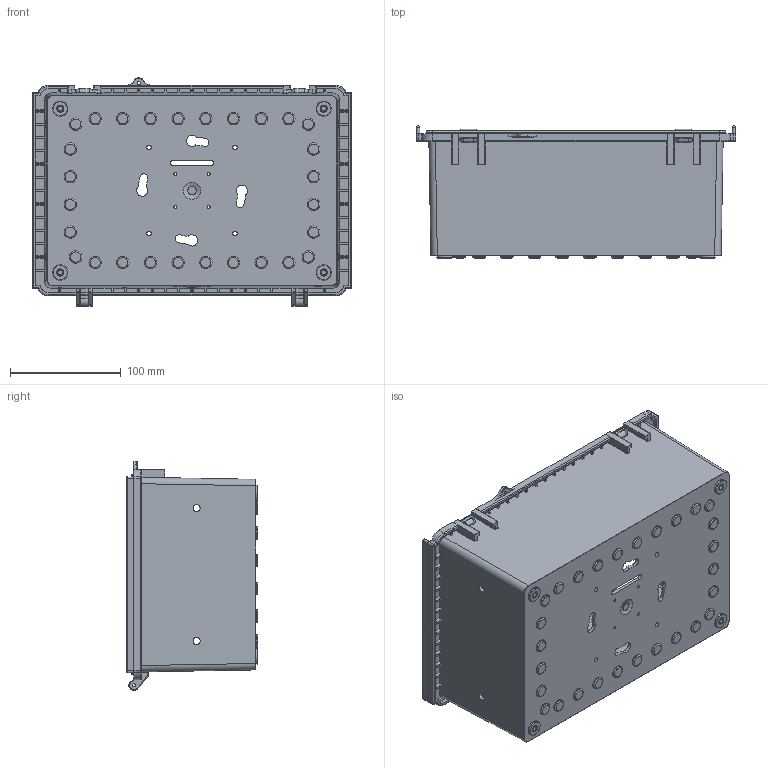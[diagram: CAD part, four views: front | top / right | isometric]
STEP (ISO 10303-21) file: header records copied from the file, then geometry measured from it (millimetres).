
FILE_DESCRIPTION(/* description */ (''),/* implementation_level */ '2;1');
FILE_NAME(/* name */ 'WQ-57_Body.stp',/* time_stamp */ '2022-03-10T13:41:33-05:00',/* author */ ('jbs2071'),/* organization */ (''),/* preprocessor_version */ 'ST-DEVELOPER v18.1',/* originating_system */ 'Autodesk Inventor 2022',/* authorisation */ '');
FILE_SCHEMA (('AUTOMOTIVE_DESIGN { 1 0 10303 214 3 1 1 }'));
Length unit declared in the file: millimetre
Products named in the file (1): WQ-57B_WQ-57B-02
Bounding box: 288.4 x 119 x 206.5 mm (x, y, z)
Volume: 519783.9 mm3; surface area: 326078.4 mm2
Topology: 9 solids, 9 shells, 1514 faces, 3668 edges, 2273 vertices
Faces by surface type: cylinder 634, plane 512, bspline 166, torus 110, cone 66, sphere 26
Full cylindrical faces by diameter (mm): 2.6 x4, 3 x6, 3.353 x24, 4 x4, 4.064 x24, 4.2 x8, 6.35 x4, 6.5 x8, 6.75 x8, 7 x1, 7.5 x1, 11.2 x28, 13.85 x4
Entity records: 47873 total; most frequent: CARTESIAN_POINT 12048, DIRECTION 7807, ORIENTED_EDGE 7288, EDGE_CURVE 3644, AXIS2_PLACEMENT_3D 3018, VERTEX_POINT 2273, LINE 1771, VECTOR 1771
